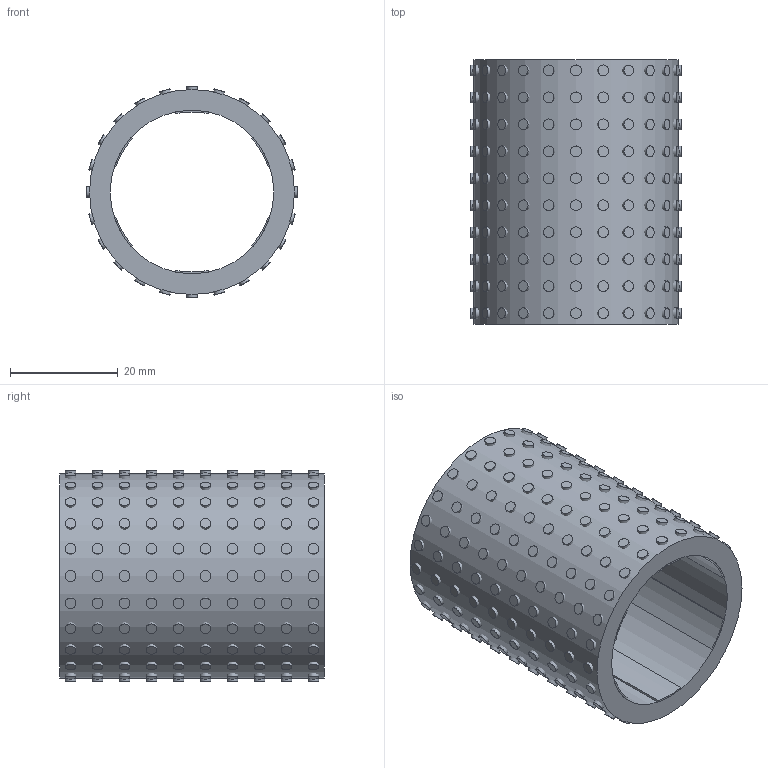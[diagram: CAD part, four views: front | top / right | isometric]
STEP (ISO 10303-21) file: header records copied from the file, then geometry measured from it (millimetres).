
FILE_DESCRIPTION(/* description */ ('STEP AP242','CAx-IF Rec.Pracs.---Representation and Presentation of Product Manufacturing Information (PMI)---4.0---2014-10-13','CAx-IF Rec.Pracs.---3D Tessellated Geometry---0.4---2014-09-14','2;1'),/* implementation_level */ '2;1');
FILE_NAME(/* name */ '6825ac9792eb0a0cc1344e54',/* time_stamp */ '2025-05-15T08:58:01Z',/* author */ (''),/* organization */ (''),/* preprocessor_version */ 'ST-DEVELOPER v20',/* originating_system */ 'ONSHAPE BY PTC INC, 1.197',/* authorisation */ ' ');
FILE_SCHEMA (('AP242_MANAGED_MODEL_BASED_3D_ENGINEERING_MIM_LF { 1 0 10303 442 1 1 4 }'));
Length unit declared in the file: metre
Products named in the file (248): SRAM Drehgriff Griffgummi Ersatz; Part 192; Part 196; Part 58; Part 194; Part 204; Part 123; Part 184; Part 16; Part 226; Part 47; Part 230; Part 183; Part 50; Part 180; Part 5; Part 220; Part 167; Part 241; Part 63; Part 122; Part 20; Part 111; Part 187; Part 209; Part 205; Part 106; Part 85; Part 6; Part 72; Part 91; Part 27; Part 215; Part 213; Part 115; Part 38; Part 12; Part 102; Part 203; Part 142 ...
Assembly tree (247 placements, depth 2):
  SRAM Drehgriff Griffgummi Ersatz
    Part 192
    Part 196
    Part 58
    Part 194
    Part 204
    Part 123
    Part 184
    Part 16
    Part 226
    Part 47
    Part 230
    Part 183
    Part 50
    Part 180
    Part 5
    Part 220
    Part 167
    Part 241
    Part 63
    Part 122
    Part 20
    Part 111
    Part 187
    Part 209
    Part 205
    Part 106
    Part 85
    Part 6
    Part 72
    Part 91
    Part 27
    Part 215
    Part 213
    Part 115
    Part 38
    Part 12
    Part 102
    Part 203
    Part 142
    Part 121
    Part 189
    Part 86
    Part 83
    Part 54
    Part 113
    Part 84
    Part 48
    Part 33
    Part 31
    Part 178
    Part 62
    Part 224
    Part 22
    Part 150
    Part 87
    Part 207
    Part 78
    Part 46
    Part 237
Bounding box: 39 x 49 x 39 mm (x, y, z)
Volume: 21515.1 mm3; surface area: 18027.4 mm2
Topology: 247 solids, 247 shells, 760 faces, 798 edges, 532 vertices
Faces by surface type: plane 506, cylinder 254
Full cylindrical faces by diameter (mm): 2 x240, 30.3 x1, 38 x1
Entity records: 19463 total; most frequent: DIRECTION 3080, CARTESIAN_POINT 2096, AXIS2_PLACEMENT_3D 1516, ORIENTED_EDGE 1112, EDGE_LOOP 1004, FACE_BOUND 1004, ADVANCED_FACE 760, EDGE_CURVE 556
